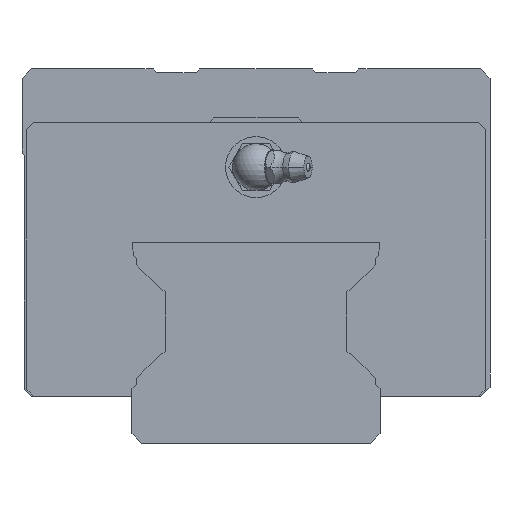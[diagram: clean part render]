
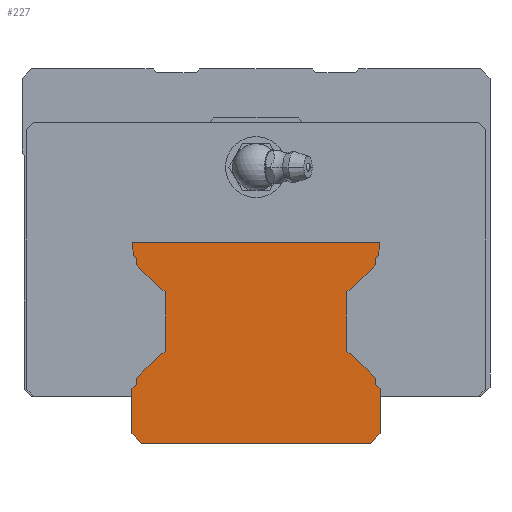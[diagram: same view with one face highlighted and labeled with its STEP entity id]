
A CAD part, front view. The second image highlights one B-rep face of the part: STEP entity #227.
In plain terms, the highlighted planar face has unit normal (0, -1, 0).
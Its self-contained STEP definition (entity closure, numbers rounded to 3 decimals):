
#227=ADVANCED_FACE('',(#605),#606,.T.);
#605=FACE_OUTER_BOUND('',#1266,.T.);
#606=PLANE('',#1267);
#1266=EDGE_LOOP('',(#2271,#2272,#2273,#2274,#2275,#2276,#2277,#2278,#2279,#2280,#2281,#2282,#2283,#2284,#2285,#2286,#2287,#2288,#2289,#2290,#2291,#2292,#2293,#2294,#2295,#2296,#2297,#2298,#2299,#2300,#2301,#2302));
#1267=AXIS2_PLACEMENT_3D('',#2303,#2304,#2305);
#2271=ORIENTED_EDGE('',*,*,#4517,.F.);
#2272=ORIENTED_EDGE('',*,*,#4573,.F.);
#2273=ORIENTED_EDGE('',*,*,#4598,.F.);
#2274=ORIENTED_EDGE('',*,*,#4560,.F.);
#2275=ORIENTED_EDGE('',*,*,#4583,.F.);
#2276=ORIENTED_EDGE('',*,*,#4626,.F.);
#2277=ORIENTED_EDGE('',*,*,#4627,.F.);
#2278=ORIENTED_EDGE('',*,*,#4556,.F.);
#2279=ORIENTED_EDGE('',*,*,#4624,.F.);
#2280=ORIENTED_EDGE('',*,*,#4594,.F.);
#2281=ORIENTED_EDGE('',*,*,#4628,.F.);
#2282=ORIENTED_EDGE('',*,*,#4629,.F.);
#2283=ORIENTED_EDGE('',*,*,#4602,.F.);
#2284=ORIENTED_EDGE('',*,*,#4621,.F.);
#2285=ORIENTED_EDGE('',*,*,#4630,.F.);
#2286=ORIENTED_EDGE('',*,*,#4609,.F.);
#2287=ORIENTED_EDGE('',*,*,#4631,.F.);
#2288=ORIENTED_EDGE('',*,*,#4548,.F.);
#2289=ORIENTED_EDGE('',*,*,#4564,.F.);
#2290=ORIENTED_EDGE('',*,*,#4529,.F.);
#2291=ORIENTED_EDGE('',*,*,#4579,.F.);
#2292=ORIENTED_EDGE('',*,*,#4566,.F.);
#2293=ORIENTED_EDGE('',*,*,#4632,.F.);
#2294=ORIENTED_EDGE('',*,*,#4570,.F.);
#2295=ORIENTED_EDGE('',*,*,#4544,.F.);
#2296=ORIENTED_EDGE('',*,*,#4633,.F.);
#2297=ORIENTED_EDGE('',*,*,#4614,.F.);
#2298=ORIENTED_EDGE('',*,*,#4576,.F.);
#2299=ORIENTED_EDGE('',*,*,#4521,.F.);
#2300=ORIENTED_EDGE('',*,*,#4634,.F.);
#2301=ORIENTED_EDGE('',*,*,#4606,.F.);
#2302=ORIENTED_EDGE('',*,*,#4586,.F.);
#2303=CARTESIAN_POINT('',(-19.75,0.0,19.828));
#2304=DIRECTION('',(0.0,-1.0,0.0));
#2305=DIRECTION('',(0.0,0.0,-1.0));
#4517=EDGE_CURVE('',#5417,#5418,#5419,.T.);
#4521=EDGE_CURVE('',#5425,#5426,#5427,.T.);
#4529=EDGE_CURVE('',#5438,#5439,#5440,.T.);
#4544=EDGE_CURVE('',#5462,#5463,#5464,.T.);
#4548=EDGE_CURVE('',#5470,#5471,#5472,.T.);
#4556=EDGE_CURVE('',#5484,#5485,#5486,.T.);
#4560=EDGE_CURVE('',#5492,#5493,#5494,.T.);
#4564=EDGE_CURVE('',#5439,#5470,#5500,.T.);
#4566=EDGE_CURVE('',#5502,#5503,#5504,.T.);
#4570=EDGE_CURVE('',#5463,#5510,#5511,.T.);
#4573=EDGE_CURVE('',#5515,#5417,#5516,.T.);
#4576=EDGE_CURVE('',#5426,#5520,#5521,.T.);
#4579=EDGE_CURVE('',#5503,#5438,#5525,.T.);
#4583=EDGE_CURVE('',#5529,#5492,#5530,.T.);
#4586=EDGE_CURVE('',#5418,#5534,#5535,.T.);
#4594=EDGE_CURVE('',#5546,#5547,#5548,.T.);
#4598=EDGE_CURVE('',#5493,#5515,#5554,.T.);
#4602=EDGE_CURVE('',#5559,#5560,#5561,.T.);
#4606=EDGE_CURVE('',#5534,#5567,#5568,.T.);
#4609=EDGE_CURVE('',#5572,#5573,#5574,.T.);
#4614=EDGE_CURVE('',#5520,#5581,#5582,.T.);
#4621=EDGE_CURVE('',#5592,#5559,#5593,.T.);
#4624=EDGE_CURVE('',#5547,#5484,#5597,.T.);
#4626=EDGE_CURVE('',#5599,#5529,#5600,.T.);
#4627=EDGE_CURVE('',#5485,#5599,#5601,.T.);
#4628=EDGE_CURVE('',#5602,#5546,#5603,.T.);
#4629=EDGE_CURVE('',#5560,#5602,#5604,.T.);
#4630=EDGE_CURVE('',#5573,#5592,#5605,.T.);
#4631=EDGE_CURVE('',#5471,#5572,#5606,.T.);
#4632=EDGE_CURVE('',#5510,#5502,#5607,.T.);
#4633=EDGE_CURVE('',#5581,#5462,#5608,.T.);
#4634=EDGE_CURVE('',#5567,#5425,#5609,.T.);
#5417=VERTEX_POINT('',#6842);
#5418=VERTEX_POINT('',#6843);
#5419=LINE('',#6844,#6845);
#5425=VERTEX_POINT('',#6854);
#5426=VERTEX_POINT('',#6855);
#5427=LINE('',#6856,#6857);
#5438=VERTEX_POINT('',#6871);
#5439=VERTEX_POINT('',#6872);
#5440=LINE('',#6873,#6874);
#5462=VERTEX_POINT('',#6899);
#5463=VERTEX_POINT('',#6900);
#5464=LINE('',#6901,#6902);
#5470=VERTEX_POINT('',#6911);
#5471=VERTEX_POINT('',#6912);
#5472=CIRCLE('',#6913,0.5);
#5484=VERTEX_POINT('',#6927);
#5485=VERTEX_POINT('',#6928);
#5486=CIRCLE('',#6929,0.5);
#5492=VERTEX_POINT('',#6937);
#5493=VERTEX_POINT('',#6938);
#5494=LINE('',#6939,#6940);
#5500=LINE('',#6949,#6950);
#5502=VERTEX_POINT('',#6953);
#5503=VERTEX_POINT('',#6954);
#5504=LINE('',#6955,#6956);
#5510=VERTEX_POINT('',#6965);
#5511=CIRCLE('',#6966,0.5);
#5515=VERTEX_POINT('',#6971);
#5516=LINE('',#6972,#6973);
#5520=VERTEX_POINT('',#6979);
#5521=LINE('',#6980,#6981);
#5525=LINE('',#6987,#6988);
#5529=VERTEX_POINT('',#6993);
#5530=LINE('',#6994,#6995);
#5534=VERTEX_POINT('',#7001);
#5535=LINE('',#7002,#7003);
#5546=VERTEX_POINT('',#7016);
#5547=VERTEX_POINT('',#7017);
#5548=CIRCLE('',#7018,0.5);
#5554=LINE('',#7026,#7027);
#5559=VERTEX_POINT('',#7033);
#5560=VERTEX_POINT('',#7034);
#5561=LINE('',#7035,#7036);
#5567=VERTEX_POINT('',#7045);
#5568=LINE('',#7046,#7047);
#5572=VERTEX_POINT('',#7053);
#5573=VERTEX_POINT('',#7054);
#5574=CIRCLE('',#7055,0.5);
#5581=VERTEX_POINT('',#7064);
#5582=LINE('',#7065,#7066);
#5592=VERTEX_POINT('',#7078);
#5593=LINE('',#7079,#7080);
#5597=LINE('',#7086,#7087);
#5599=VERTEX_POINT('',#7090);
#5600=LINE('',#7091,#7092);
#5601=LINE('',#7093,#7094);
#5602=VERTEX_POINT('',#7095);
#5603=LINE('',#7096,#7097);
#5604=LINE('',#7098,#7099);
#5605=LINE('',#7100,#7101);
#5606=LINE('',#7102,#7103);
#5607=LINE('',#7104,#7105);
#5608=CIRCLE('',#7106,0.5);
#5609=LINE('',#7107,#7108);
#6842=CARTESIAN_POINT('',(24.51,0.0,0.0));
#6843=CARTESIAN_POINT('',(-24.51,0.0,0.0));
#6844=CARTESIAN_POINT('',(24.51,0.0,0.0));
#6845=VECTOR('',#8943,1000.0);
#6854=CARTESIAN_POINT('',(-25.5,0.0,12.59));
#6855=CARTESIAN_POINT('',(-25.5,0.0,13.89));
#6856=CARTESIAN_POINT('',(-25.5,0.0,12.59));
#6857=VECTOR('',#8947,1000.0);
#6871=CARTESIAN_POINT('',(-25.5,0.0,39.39));
#6872=CARTESIAN_POINT('',(-26.06,0.0,39.95));
#6873=CARTESIAN_POINT('',(-25.5,0.0,39.39));
#6874=VECTOR('',#8963,1000.0);
#6899=CARTESIAN_POINT('',(-19.25,0.0,19.828));
#6900=CARTESIAN_POINT('',(-19.25,0.0,32.152));
#6901=CARTESIAN_POINT('',(-19.25,0.0,19.828));
#6902=VECTOR('',#9000,1000.0);
#6911=CARTESIAN_POINT('',(-26.492,0.0,42.403));
#6912=CARTESIAN_POINT('',(-26.0,0.0,42.99));
#6913=AXIS2_PLACEMENT_3D('',#9004,#9005,#9006);
#6927=CARTESIAN_POINT('',(19.25,0.0,19.828));
#6928=CARTESIAN_POINT('',(19.621,0.0,19.345));
#6929=AXIS2_PLACEMENT_3D('',#9024,#9025,#9026);
#6937=CARTESIAN_POINT('',(25.5,0.0,12.59));
#6938=CARTESIAN_POINT('',(26.5,0.0,11.59));
#6939=CARTESIAN_POINT('',(25.5,0.0,12.59));
#6940=VECTOR('',#9032,1000.0);
#6949=CARTESIAN_POINT('',(-26.06,0.0,39.95));
#6950=VECTOR('',#9036,1000.0);
#6953=CARTESIAN_POINT('',(-20.2,0.0,32.79));
#6954=CARTESIAN_POINT('',(-25.5,0.0,38.09));
#6955=CARTESIAN_POINT('',(-20.2,0.0,32.79));
#6956=VECTOR('',#9038,1000.0);
#6965=CARTESIAN_POINT('',(-19.621,0.0,32.635));
#6966=AXIS2_PLACEMENT_3D('',#9042,#9043,#9044);
#6971=CARTESIAN_POINT('',(26.5,0.0,1.99));
#6972=CARTESIAN_POINT('',(26.5,0.0,1.99));
#6973=VECTOR('',#9049,1000.0);
#6979=CARTESIAN_POINT('',(-20.2,0.0,19.19));
#6980=CARTESIAN_POINT('',(-25.5,0.0,13.89));
#6981=VECTOR('',#9052,1000.0);
#6987=CARTESIAN_POINT('',(-25.5,0.0,38.09));
#6988=VECTOR('',#9055,1000.0);
#6993=CARTESIAN_POINT('',(25.5,0.0,13.89));
#6994=CARTESIAN_POINT('',(25.5,0.0,13.89));
#6995=VECTOR('',#9063,1000.0);
#7001=CARTESIAN_POINT('',(-26.5,0.0,1.99));
#7002=CARTESIAN_POINT('',(-24.51,0.0,0.0));
#7003=VECTOR('',#9066,1000.0);
#7016=CARTESIAN_POINT('',(19.621,0.0,32.635));
#7017=CARTESIAN_POINT('',(19.25,0.0,32.152));
#7018=AXIS2_PLACEMENT_3D('',#9084,#9085,#9086);
#7026=CARTESIAN_POINT('',(26.5,0.0,11.59));
#7027=VECTOR('',#9092,1000.0);
#7033=CARTESIAN_POINT('',(25.5,0.0,39.39));
#7034=CARTESIAN_POINT('',(25.5,0.0,38.09));
#7035=CARTESIAN_POINT('',(25.5,0.0,39.39));
#7036=VECTOR('',#9100,1000.0);
#7045=CARTESIAN_POINT('',(-26.5,0.0,11.59));
#7046=CARTESIAN_POINT('',(-26.5,0.0,1.99));
#7047=VECTOR('',#9104,1000.0);
#7053=CARTESIAN_POINT('',(26.0,0.0,42.99));
#7054=CARTESIAN_POINT('',(26.492,0.0,42.403));
#7055=AXIS2_PLACEMENT_3D('',#9107,#9108,#9109);
#7064=CARTESIAN_POINT('',(-19.621,0.0,19.345));
#7065=CARTESIAN_POINT('',(-20.2,0.0,19.19));
#7066=VECTOR('',#9118,1000.0);
#7078=CARTESIAN_POINT('',(26.06,0.0,39.95));
#7079=CARTESIAN_POINT('',(26.06,0.0,39.95));
#7080=VECTOR('',#9133,1000.0);
#7086=CARTESIAN_POINT('',(19.25,0.0,32.152));
#7087=VECTOR('',#9136,1000.0);
#7090=CARTESIAN_POINT('',(20.2,0.0,19.19));
#7091=CARTESIAN_POINT('',(20.2,0.0,19.19));
#7092=VECTOR('',#9138,1000.0);
#7093=CARTESIAN_POINT('',(19.621,0.0,19.345));
#7094=VECTOR('',#9139,1000.0);
#7095=CARTESIAN_POINT('',(20.2,0.0,32.79));
#7096=CARTESIAN_POINT('',(20.2,0.0,32.79));
#7097=VECTOR('',#9140,1000.0);
#7098=CARTESIAN_POINT('',(25.5,0.0,38.09));
#7099=VECTOR('',#9141,1000.0);
#7100=CARTESIAN_POINT('',(26.492,0.0,42.403));
#7101=VECTOR('',#9142,1000.0);
#7102=CARTESIAN_POINT('',(-26.0,0.0,42.99));
#7103=VECTOR('',#9143,1000.0);
#7104=CARTESIAN_POINT('',(-19.621,0.0,32.635));
#7105=VECTOR('',#9144,1000.0);
#7106=AXIS2_PLACEMENT_3D('',#9145,#9146,#9147);
#7107=CARTESIAN_POINT('',(-26.5,0.0,11.59));
#7108=VECTOR('',#9148,1000.0);
#8943=DIRECTION('',(-1.0,0.0,0.0));
#8947=DIRECTION('',(0.0,0.0,1.0));
#8963=DIRECTION('',(-0.707,0.0,0.707));
#9000=DIRECTION('',(0.0,0.0,1.0));
#9004=CARTESIAN_POINT('',(-26.0,0.0,42.49));
#9005=DIRECTION('',(0.0,1.0,0.0));
#9006=DIRECTION('',(1.0,0.0,0.0));
#9024=CARTESIAN_POINT('',(19.75,0.0,19.828));
#9025=DIRECTION('',(0.0,-1.0,0.0));
#9026=DIRECTION('',(1.0,0.0,0.0));
#9032=DIRECTION('',(0.707,0.0,-0.707));
#9036=DIRECTION('',(-0.174,0.0,0.985));
#9038=DIRECTION('',(-0.707,0.0,0.707));
#9042=CARTESIAN_POINT('',(-19.75,0.0,32.152));
#9043=DIRECTION('',(0.0,-1.0,0.0));
#9044=DIRECTION('',(1.0,0.0,0.0));
#9049=DIRECTION('',(-0.707,0.0,-0.707));
#9052=DIRECTION('',(0.707,0.0,0.707));
#9055=DIRECTION('',(0.0,0.0,1.0));
#9063=DIRECTION('',(0.0,0.0,-1.0));
#9066=DIRECTION('',(-0.707,0.0,0.707));
#9084=CARTESIAN_POINT('',(19.75,0.0,32.152));
#9085=DIRECTION('',(0.0,-1.0,0.0));
#9086=DIRECTION('',(1.0,0.0,0.0));
#9092=DIRECTION('',(0.0,0.0,-1.0));
#9100=DIRECTION('',(0.0,0.0,-1.0));
#9104=DIRECTION('',(0.0,0.0,1.0));
#9107=CARTESIAN_POINT('',(26.0,0.0,42.49));
#9108=DIRECTION('',(0.0,1.0,0.0));
#9109=DIRECTION('',(1.0,0.0,0.0));
#9118=DIRECTION('',(0.966,0.0,0.259));
#9133=DIRECTION('',(-0.707,0.0,-0.707));
#9136=DIRECTION('',(0.0,0.0,-1.0));
#9138=DIRECTION('',(0.707,0.0,-0.707));
#9139=DIRECTION('',(0.966,0.0,-0.259));
#9140=DIRECTION('',(-0.966,0.0,-0.259));
#9141=DIRECTION('',(-0.707,0.0,-0.707));
#9142=DIRECTION('',(-0.174,0.0,-0.985));
#9143=DIRECTION('',(1.0,0.0,0.0));
#9144=DIRECTION('',(-0.966,0.0,0.259));
#9145=CARTESIAN_POINT('',(-19.75,0.0,19.828));
#9146=DIRECTION('',(0.0,-1.0,0.0));
#9147=DIRECTION('',(1.0,0.0,0.0));
#9148=DIRECTION('',(0.707,0.0,0.707));
